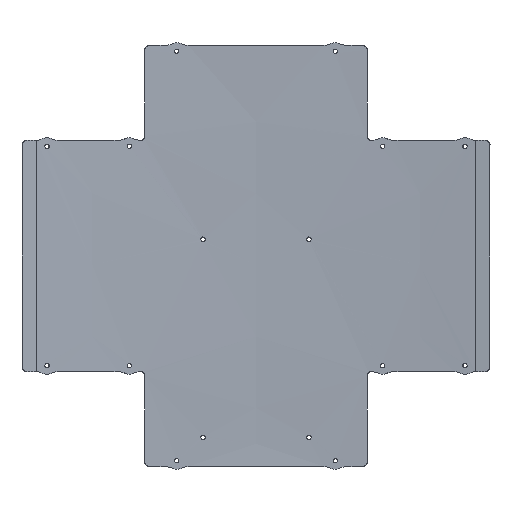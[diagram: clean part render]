
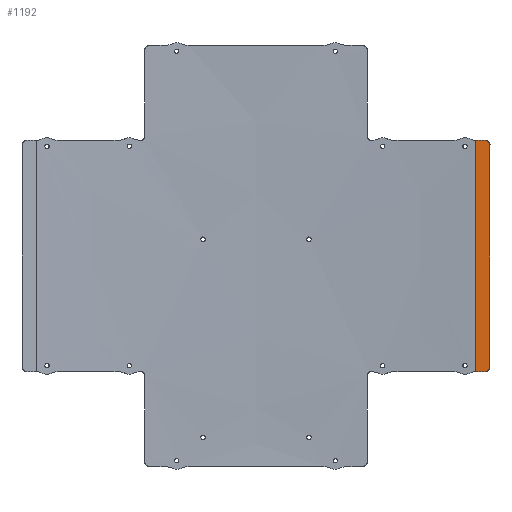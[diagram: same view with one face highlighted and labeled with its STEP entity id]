
A CAD part, front view. The second image highlights one B-rep face of the part: STEP entity #1192.
In plain terms, the highlighted cylindrical face has radius 1532.25 mm (diameter 3064.51 mm), a partial arc.
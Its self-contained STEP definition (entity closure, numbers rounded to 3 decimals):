
#12 = DIRECTION ( 'NONE',  ( 0., 0., -1. ) ) ;
#51 = CARTESIAN_POINT ( 'NONE',  ( 159.633, -8.182, -76.789 ) ) ;
#63 = CARTESIAN_POINT ( 'NONE',  ( 150.664, -7.278, 79. ) ) ;
#236 = DIRECTION ( 'NONE',  ( 0., 0., -1. ) ) ;
#330 = CARTESIAN_POINT ( 'NONE',  ( 158.052, -8.019, -78.696 ) ) ;
#931 = B_SPLINE_CURVE_WITH_KNOTS ( 'NONE', 3,
 ( #6315, #1906, #7125, #4910, #7057, #330, #8610, #2412, #9382, #9452, #3835, #4818, #1560, #51, #7222, #4853 ),
 .UNSPECIFIED., .F., .F.,
 ( 4, 2, 2, 2, 2, 2, 2, 4 ),
 ( 0., 0.001, 0.001, 0.002, 0.002, 0.003, 0.004, 0.005 ),
 .UNSPECIFIED. ) ;
#935 = CARTESIAN_POINT ( 'NONE',  ( 150.664, -7.278, 79. ) ) ;
#995 = CARTESIAN_POINT ( 'NONE',  ( 150.247, -7.237, -79.007 ) ) ;
#1173 = CARTESIAN_POINT ( 'NONE',  ( 150.456, -7.257, -79. ) ) ;
#1192 = ADVANCED_FACE ( 'NONE', ( #5999 ), #2274, .F. ) ;
#1206 = DIRECTION ( 'NONE',  ( 0., 1., 0. ) ) ;
#1311 = CARTESIAN_POINT ( 'NONE',  ( 158.976, -8.114, 77.983 ) ) ;
#1560 = CARTESIAN_POINT ( 'NONE',  ( 159.41, -8.159, -77.33 ) ) ;
#1667 = CARTESIAN_POINT ( 'NONE',  ( 158.701, -8.085, 78.26 ) ) ;
#1725 = VERTEX_POINT ( 'NONE', #2312 ) ;
#1731 = CARTESIAN_POINT ( 'NONE',  ( 159.711, -8.19, 76. ) ) ;
#1906 = CARTESIAN_POINT ( 'NONE',  ( 156.927, -7.903, -79. ) ) ;
#2052 = ORIENTED_EDGE ( 'NONE', *, *, #8333, .T. ) ;
#2103 = CARTESIAN_POINT ( 'NONE',  ( 150.664, -7.278, -79. ) ) ;
#2177 = ORIENTED_EDGE ( 'NONE', *, *, #8275, .T. ) ;
#2274 = CYLINDRICAL_SURFACE ( 'NONE', #9158, 1532.254 ) ;
#2276 = AXIS2_PLACEMENT_3D ( 'NONE', #3190, #236, #6036 ) ;
#2312 = CARTESIAN_POINT ( 'NONE',  ( 150.038, -7.218, -79.02 ) ) ;
#2406 = ORIENTED_EDGE ( 'NONE', *, *, #7954, .T. ) ;
#2412 = CARTESIAN_POINT ( 'NONE',  ( 158.547, -8.069, -78.386 ) ) ;
#2414 = ORIENTED_EDGE ( 'NONE', *, *, #7761, .T. ) ;
#2465 = CARTESIAN_POINT ( 'NONE',  ( 1.5, -1532.254, 79. ) ) ;
#2502 = CARTESIAN_POINT ( 'NONE',  ( 150.038, -7.218, 79.02 ) ) ;
#2635 = AXIS2_PLACEMENT_3D ( 'NONE', #2465, #12, #1206 ) ;
#2640 = ORIENTED_EDGE ( 'NONE', *, *, #7620, .T. ) ;
#2755 = ORIENTED_EDGE ( 'NONE', *, *, #7422, .F. ) ;
#2770 = EDGE_LOOP ( 'NONE', ( #2052, #2177, #2406, #2414, #2640, #2755, #2889, #2904 ) ) ;
#2889 = ORIENTED_EDGE ( 'NONE', *, *, #7045, .F. ) ;
#2904 = ORIENTED_EDGE ( 'NONE', *, *, #6721, .F. ) ;
#3190 = CARTESIAN_POINT ( 'NONE',  ( 1.5, -1532.254, -79. ) ) ;
#3195 = VERTEX_POINT ( 'NONE', #6374 ) ;
#3286 = B_SPLINE_CURVE_WITH_KNOTS ( 'NONE', 3,
 ( #6050, #8899, #8882, #9367, #6426, #9788, #8393, #6716, #1667, #1311, #5691, #9514, #6329, #5844, #3704, #1731 ),
 .UNSPECIFIED., .F., .F.,
 ( 4, 2, 2, 2, 2, 2, 2, 4 ),
 ( 0., 0.001, 0.001, 0.002, 0.002, 0.003, 0.004, 0.005 ),
 .UNSPECIFIED. ) ;
#3704 = CARTESIAN_POINT ( 'NONE',  ( 159.712, -8.19, 76.396 ) ) ;
#3835 = CARTESIAN_POINT ( 'NONE',  ( 159.099, -8.126, -77.832 ) ) ;
#3870 = CARTESIAN_POINT ( 'NONE',  ( 150.038, -7.217, 26.34 ) ) ;
#3965 = CARTESIAN_POINT ( 'NONE',  ( 150.038, -7.218, -79.02 ) ) ;
#4482 = VERTEX_POINT ( 'NONE', #6654 ) ;
#4794 = VERTEX_POINT ( 'NONE', #5275 ) ;
#4818 = CARTESIAN_POINT ( 'NONE',  ( 159.317, -8.149, -77.505 ) ) ;
#4853 = CARTESIAN_POINT ( 'NONE',  ( 159.711, -8.19, -76. ) ) ;
#4910 = CARTESIAN_POINT ( 'NONE',  ( 157.502, -7.962, -78.904 ) ) ;
#5232 = VERTEX_POINT ( 'NONE', #6598 ) ;
#5275 = CARTESIAN_POINT ( 'NONE',  ( 150.038, -7.218, 79.02 ) ) ;
#5421 = CIRCLE ( 'NONE', #2276, 1532.254 ) ;
#5691 = CARTESIAN_POINT ( 'NONE',  ( 159.099, -8.126, 77.832 ) ) ;
#5747 = CARTESIAN_POINT ( 'NONE',  ( 159.711, -8.19, 76. ) ) ;
#5783 = B_SPLINE_CURVE_WITH_KNOTS ( 'NONE', 3,
 ( #7769, #995, #1173, #2103 ),
 .UNSPECIFIED., .F., .F.,
 ( 4, 4 ),
 ( 0., 0.001 ),
 .UNSPECIFIED. ) ;
#5844 = CARTESIAN_POINT ( 'NONE',  ( 159.633, -8.182, 76.789 ) ) ;
#5999 = FACE_OUTER_BOUND ( 'NONE', #2770, .T. ) ;
#6027 = VERTEX_POINT ( 'NONE', #5747 ) ;
#6036 = DIRECTION ( 'NONE',  ( 0., 1., 0. ) ) ;
#6050 = CARTESIAN_POINT ( 'NONE',  ( 156.73, -7.883, 79. ) ) ;
#6315 = CARTESIAN_POINT ( 'NONE',  ( 156.73, -7.883, -79. ) ) ;
#6329 = CARTESIAN_POINT ( 'NONE',  ( 159.41, -8.159, 77.33 ) ) ;
#6374 = CARTESIAN_POINT ( 'NONE',  ( 150.664, -7.278, -79. ) ) ;
#6426 = CARTESIAN_POINT ( 'NONE',  ( 157.691, -7.982, 78.846 ) ) ;
#6598 = CARTESIAN_POINT ( 'NONE',  ( 156.73, -7.883, -79. ) ) ;
#6654 = CARTESIAN_POINT ( 'NONE',  ( 159.711, -8.19, -76. ) ) ;
#6716 = CARTESIAN_POINT ( 'NONE',  ( 158.547, -8.069, 78.386 ) ) ;
#6721 = EDGE_CURVE ( 'NONE', #9038, #8279, #7871, .T. ) ;
#6898 = CARTESIAN_POINT ( 'NONE',  ( 159.711, -8.19, -76. ) ) ;
#6901 = VECTOR ( 'NONE', #8491, 1000. ) ;
#6926 = CARTESIAN_POINT ( 'NONE',  ( 156.73, -7.883, 79. ) ) ;
#7022 = CARTESIAN_POINT ( 'NONE',  ( 150.456, -7.257, 79. ) ) ;
#7045 = EDGE_CURVE ( 'NONE', #8279, #6027, #3286, .T. ) ;
#7057 = CARTESIAN_POINT ( 'NONE',  ( 157.691, -7.982, -78.846 ) ) ;
#7091 = CARTESIAN_POINT ( 'NONE',  ( 150.247, -7.237, 79.007 ) ) ;
#7125 = CARTESIAN_POINT ( 'NONE',  ( 157.121, -7.923, -78.98 ) ) ;
#7222 = CARTESIAN_POINT ( 'NONE',  ( 159.712, -8.19, -76.396 ) ) ;
#7422 = EDGE_CURVE ( 'NONE', #6027, #4482, #8718, .T. ) ;
#7620 = EDGE_CURVE ( 'NONE', #5232, #4482, #931, .T. ) ;
#7761 = EDGE_CURVE ( 'NONE', #3195, #5232, #5421, .T. ) ;
#7769 = CARTESIAN_POINT ( 'NONE',  ( 150.038, -7.218, -79.02 ) ) ;
#7772 = CARTESIAN_POINT ( 'NONE',  ( 150.038, -7.218, 79.02 ) ) ;
#7871 = CIRCLE ( 'NONE', #2635, 1532.254 ) ;
#7954 = EDGE_CURVE ( 'NONE', #1725, #3195, #5783, .T. ) ;
#8275 = EDGE_CURVE ( 'NONE', #4794, #1725, #9078, .T. ) ;
#8279 = VERTEX_POINT ( 'NONE', #6926 ) ;
#8333 = EDGE_CURVE ( 'NONE', #9038, #4794, #8497, .T. ) ;
#8393 = CARTESIAN_POINT ( 'NONE',  ( 158.223, -8.036, 78.604 ) ) ;
#8491 = DIRECTION ( 'NONE',  ( 0., 0., -1. ) ) ;
#8497 = B_SPLINE_CURVE_WITH_KNOTS ( 'NONE', 3,
 ( #935, #7022, #7091, #2502 ),
 .UNSPECIFIED., .F., .F.,
 ( 4, 4 ),
 ( 0., 0.001 ),
 .UNSPECIFIED. ) ;
#8543 = CARTESIAN_POINT ( 'NONE',  ( 150.038, -7.217, -26.34 ) ) ;
#8610 = CARTESIAN_POINT ( 'NONE',  ( 158.223, -8.036, -78.604 ) ) ;
#8678 = CARTESIAN_POINT ( 'NONE',  ( 1.5, -1532.254, 146. ) ) ;
#8698 = DIRECTION ( 'NONE',  ( 0., 0., -1. ) ) ;
#8718 = LINE ( 'NONE', #6898, #6901 ) ;
#8882 = CARTESIAN_POINT ( 'NONE',  ( 157.121, -7.923, 78.98 ) ) ;
#8899 = CARTESIAN_POINT ( 'NONE',  ( 156.927, -7.903, 79. ) ) ;
#9038 = VERTEX_POINT ( 'NONE', #63 ) ;
#9078 = B_SPLINE_CURVE_WITH_KNOTS ( 'NONE', 3,
 ( #7772, #3870, #8543, #3965 ),
 .UNSPECIFIED., .F., .F.,
 ( 4, 4 ),
 ( 0., 1. ),
 .UNSPECIFIED. ) ;
#9158 = AXIS2_PLACEMENT_3D ( 'NONE', #8678, #8698, #9473 ) ;
#9367 = CARTESIAN_POINT ( 'NONE',  ( 157.502, -7.962, 78.904 ) ) ;
#9382 = CARTESIAN_POINT ( 'NONE',  ( 158.701, -8.085, -78.26 ) ) ;
#9452 = CARTESIAN_POINT ( 'NONE',  ( 158.976, -8.114, -77.983 ) ) ;
#9473 = DIRECTION ( 'NONE',  ( 1., 0., 0. ) ) ;
#9514 = CARTESIAN_POINT ( 'NONE',  ( 159.317, -8.149, 77.505 ) ) ;
#9788 = CARTESIAN_POINT ( 'NONE',  ( 158.052, -8.019, 78.696 ) ) ;
